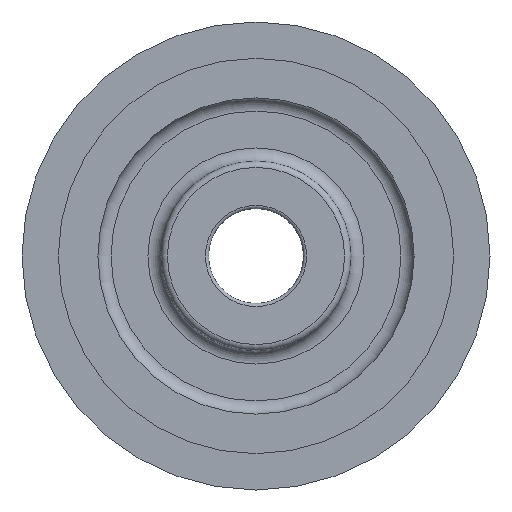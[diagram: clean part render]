
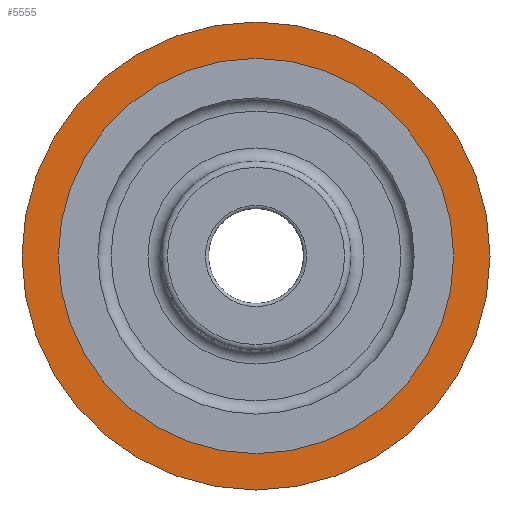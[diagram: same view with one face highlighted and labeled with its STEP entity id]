
A CAD part, front view. The second image highlights one B-rep face of the part: STEP entity #5555.
In plain terms, the highlighted planar face has unit normal (0, -1, 0).
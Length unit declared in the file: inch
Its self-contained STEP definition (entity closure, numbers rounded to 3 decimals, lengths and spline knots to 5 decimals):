
#592=FACE_BOUND('',#1409,.T.);
#748=PLANE('',#5979);
#1060=FACE_OUTER_BOUND('',#1408,.T.);
#1408=EDGE_LOOP('',(#5229,#5230));
#1409=EDGE_LOOP('',(#5231,#5232));
#2137=CIRCLE('',#5977,2.22);
#2138=CIRCLE('',#5978,2.22);
#2139=CIRCLE('',#5980,1.875);
#2140=CIRCLE('',#5981,1.875);
#2705=VERTEX_POINT('',#12368);
#2706=VERTEX_POINT('',#12369);
#2707=VERTEX_POINT('',#12374);
#2708=VERTEX_POINT('',#12375);
#3547=EDGE_CURVE('',#2705,#2706,#2137,.T.);
#3548=EDGE_CURVE('',#2706,#2705,#2138,.T.);
#3550=EDGE_CURVE('',#2707,#2708,#2139,.T.);
#3551=EDGE_CURVE('',#2708,#2707,#2140,.T.);
#5229=ORIENTED_EDGE('',*,*,#3547,.T.);
#5230=ORIENTED_EDGE('',*,*,#3548,.T.);
#5231=ORIENTED_EDGE('',*,*,#3550,.F.);
#5232=ORIENTED_EDGE('',*,*,#3551,.F.);
#5555=ADVANCED_FACE('',(#1060,#592),#748,.T.);
#5977=AXIS2_PLACEMENT_3D('',#12370,#7024,#7025);
#5978=AXIS2_PLACEMENT_3D('',#12371,#7026,#7027);
#5979=AXIS2_PLACEMENT_3D('',#12373,#7029,#7030);
#5980=AXIS2_PLACEMENT_3D('',#12376,#7031,#7032);
#5981=AXIS2_PLACEMENT_3D('',#12377,#7033,#7034);
#7024=DIRECTION('center_axis',(0.,-1.,0.));
#7025=DIRECTION('ref_axis',(1.,0.,0.));
#7026=DIRECTION('center_axis',(0.,-1.,0.));
#7027=DIRECTION('ref_axis',(1.,0.,0.));
#7029=DIRECTION('center_axis',(0.,-1.,0.));
#7030=DIRECTION('ref_axis',(0.,0.,-1.));
#7031=DIRECTION('center_axis',(0.,-1.,0.));
#7032=DIRECTION('ref_axis',(1.,0.,0.));
#7033=DIRECTION('center_axis',(0.,-1.,0.));
#7034=DIRECTION('ref_axis',(1.,0.,0.));
#12368=CARTESIAN_POINT('',(2.22,0.,0.));
#12369=CARTESIAN_POINT('',(-2.22,0.,0.));
#12370=CARTESIAN_POINT('Origin',(0.,0.,0.));
#12371=CARTESIAN_POINT('Origin',(0.,0.,0.));
#12373=CARTESIAN_POINT('Origin',(2.0475,0.,0.));
#12374=CARTESIAN_POINT('',(1.875,0.,0.));
#12375=CARTESIAN_POINT('',(-1.875,0.,0.));
#12376=CARTESIAN_POINT('Origin',(0.,0.,0.));
#12377=CARTESIAN_POINT('Origin',(0.,0.,0.));
